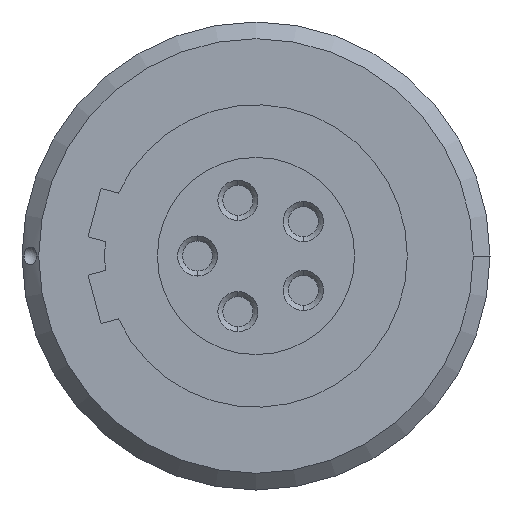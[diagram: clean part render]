
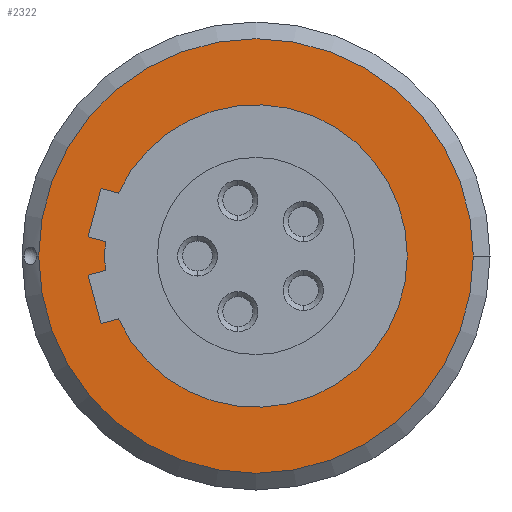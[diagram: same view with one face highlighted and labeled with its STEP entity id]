
A CAD part, left-side view. The second image highlights one B-rep face of the part: STEP entity #2322.
In plain terms, the highlighted planar face has unit normal (-1, 0, 0).
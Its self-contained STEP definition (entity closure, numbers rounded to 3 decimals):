
#358=CARTESIAN_POINT('',(-12.,0.,0.));
#359=DIRECTION('',(-1.,0.,0.));
#360=DIRECTION('',(0.,1.,0.));
#361=AXIS2_PLACEMENT_3D('',#358,#359,#360);
#363=CARTESIAN_POINT('',(-12.,0.,0.));
#364=DIRECTION('',(1.,0.,0.));
#365=DIRECTION('',(0.,1.,0.));
#366=AXIS2_PLACEMENT_3D('',#363,#364,#365);
#368=DIRECTION('',(0.,0.966,0.259));
#369=VECTOR('',#368,0.538);
#370=CARTESIAN_POINT('',(-12.,4.504,0.431));
#371=LINE('',#370,#369);
#372=DIRECTION('',(0.,-0.966,0.259));
#373=VECTOR('',#372,0.538);
#374=CARTESIAN_POINT('',(-12.,5.024,-0.57));
#375=LINE('',#374,#373);
#376=DIRECTION('',(0.,0.259,0.966));
#377=VECTOR('',#376,1.5);
#378=CARTESIAN_POINT('',(-12.,4.636,-2.019));
#379=LINE('',#378,#377);
#380=DIRECTION('',(0.,0.966,-0.259));
#381=VECTOR('',#380,0.538);
#382=CARTESIAN_POINT('',(-12.,4.116,-1.879));
#383=LINE('',#382,#381);
#384=DIRECTION('',(0.,-0.966,-0.259));
#385=VECTOR('',#384,0.538);
#386=CARTESIAN_POINT('',(-12.,4.636,2.019));
#387=LINE('',#386,#385);
#388=DIRECTION('',(0.,-0.259,0.966));
#389=VECTOR('',#388,1.5);
#390=CARTESIAN_POINT('',(-12.,5.024,0.57));
#391=LINE('',#390,#389);
#426=CARTESIAN_POINT('',(-12.,0.,0.));
#427=DIRECTION('',(1.,0.,0.));
#428=DIRECTION('',(0.,0.91,0.415));
#429=AXIS2_PLACEMENT_3D('',#426,#427,#428);
#453=CARTESIAN_POINT('',(-12.,0.,0.));
#454=DIRECTION('',(1.,0.,0.));
#455=DIRECTION('',(0.,0.995,-0.095));
#456=AXIS2_PLACEMENT_3D('',#453,#454,#455);
#1627=CARTESIAN_POINT('',(-12.,-6.5,0.));
#1628=VERTEX_POINT('',#1627);
#1629=CARTESIAN_POINT('',(-12.,6.5,0.));
#1630=VERTEX_POINT('',#1629);
#1891=CARTESIAN_POINT('',(-12.,5.024,0.57));
#1892=VERTEX_POINT('',#1891);
#1893=CARTESIAN_POINT('',(-12.,4.636,2.019));
#1894=VERTEX_POINT('',#1893);
#1899=CARTESIAN_POINT('',(-12.,4.504,0.431));
#1900=VERTEX_POINT('',#1899);
#1901=CARTESIAN_POINT('',(-12.,4.116,1.879));
#1902=VERTEX_POINT('',#1901);
#1903=CARTESIAN_POINT('',(-12.,4.116,-1.879));
#1904=CARTESIAN_POINT('',(-12.,4.636,-2.019));
#1905=VERTEX_POINT('',#1903);
#1906=VERTEX_POINT('',#1904);
#1907=CARTESIAN_POINT('',(-12.,5.024,-0.57));
#1908=VERTEX_POINT('',#1907);
#1909=CARTESIAN_POINT('',(-12.,4.504,-0.431));
#1910=VERTEX_POINT('',#1909);
#2295=CARTESIAN_POINT('',(-12.,0.,0.));
#2296=DIRECTION('',(1.,0.,0.));
#2297=DIRECTION('',(0.,-1.,0.));
#2298=AXIS2_PLACEMENT_3D('',#2295,#2296,#2297);
#2299=PLANE('',#2298);
#2300=ORIENTED_EDGE('',*,*,#2259,.F.);
#2301=ORIENTED_EDGE('',*,*,#2289,.T.);
#2302=EDGE_LOOP('',(#2300,#2301));
#2303=FACE_OUTER_BOUND('',#2302,.F.);
#2305=ORIENTED_EDGE('',*,*,#2304,.F.);
#2307=ORIENTED_EDGE('',*,*,#2306,.F.);
#2309=ORIENTED_EDGE('',*,*,#2308,.F.);
#2311=ORIENTED_EDGE('',*,*,#2310,.F.);
#2313=ORIENTED_EDGE('',*,*,#2312,.F.);
#2315=ORIENTED_EDGE('',*,*,#2314,.F.);
#2317=ORIENTED_EDGE('',*,*,#2316,.F.);
#2319=ORIENTED_EDGE('',*,*,#2318,.F.);
#2320=EDGE_LOOP('',(#2305,#2307,#2309,#2311,#2313,#2315,#2317,#2319));
#2321=FACE_BOUND('',#2320,.F.);
#2322=ADVANCED_FACE('',(#2303,#2321),#2299,.F.);
#362=CIRCLE('',#361,6.5);
#367=CIRCLE('',#366,6.5);
#430=CIRCLE('',#429,4.525);
#457=CIRCLE('',#456,4.525);
#2259=EDGE_CURVE('',#1630,#1628,#362,.T.);
#2289=EDGE_CURVE('',#1630,#1628,#367,.T.);
#2304=EDGE_CURVE('',#1900,#1892,#371,.T.);
#2306=EDGE_CURVE('',#1910,#1900,#457,.T.);
#2308=EDGE_CURVE('',#1908,#1910,#375,.T.);
#2310=EDGE_CURVE('',#1906,#1908,#379,.T.);
#2312=EDGE_CURVE('',#1905,#1906,#383,.T.);
#2314=EDGE_CURVE('',#1902,#1905,#430,.T.);
#2316=EDGE_CURVE('',#1894,#1902,#387,.T.);
#2318=EDGE_CURVE('',#1892,#1894,#391,.T.);
